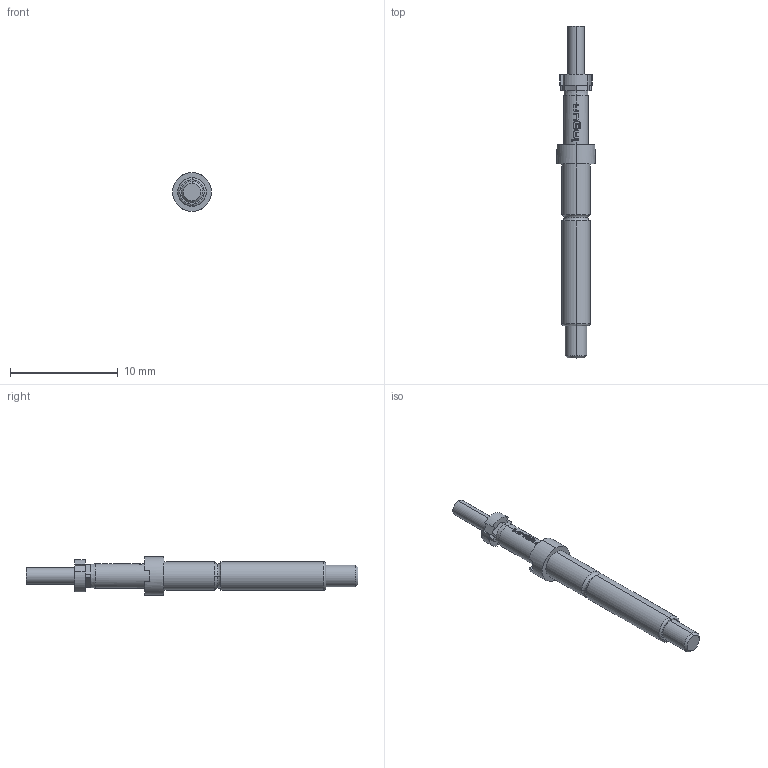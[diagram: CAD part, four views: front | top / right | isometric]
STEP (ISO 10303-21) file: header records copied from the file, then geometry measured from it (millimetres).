
FILE_DESCRIPTION (( 'STEP AP203' ), '1' );
FILE_NAME ('INGUN_T-888_302_150_450_300Axx02M.STEP', '2023-09-04T12:58:33', ( '' ), ( '' ), 'SwSTEP 2.0', 'SolidWorks 2021', '' );
FILE_SCHEMA (( 'CONFIG_CONTROL_DESIGN' ));
Length unit declared in the file: millimetre
Products named in the file (1): INGUN_T-888_302_150_450_300Axx02M
Bounding box: 3.6 x 30.8 x 3.6 mm (x, y, z)
Volume: 144.6 mm3; surface area: 263.2 mm2
Topology: 1 solids, 1 shells, 133 faces, 369 edges, 242 vertices
Faces by surface type: plane 74, cylinder 27, bspline 22, torus 6, cone 4
Entity records: 4628 total; most frequent: CARTESIAN_POINT 1265, ORIENTED_EDGE 738, DIRECTION 629, EDGE_CURVE 369, VERTEX_POINT 242, AXIS2_PLACEMENT_3D 234, LINE 161, VECTOR 161
